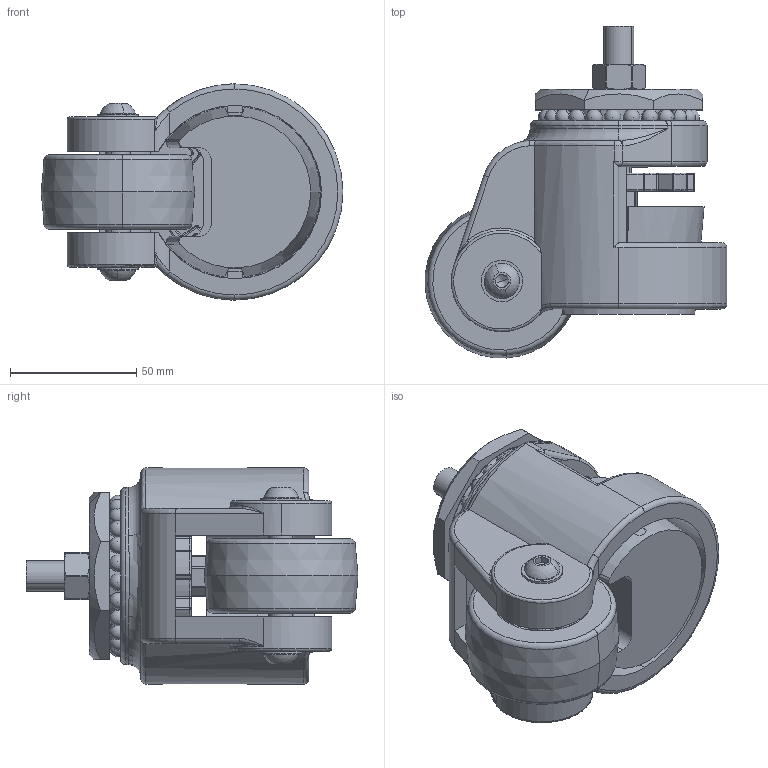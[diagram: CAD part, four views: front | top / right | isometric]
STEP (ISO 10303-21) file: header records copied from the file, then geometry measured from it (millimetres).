
FILE_DESCRIPTION (( 'STEP AP214' ), '1' );
FILE_NAME ('Ñáîðêà2.STEP', '2024-05-29T13:30:30', ( '' ), ( '' ), 'SwSTEP 2.0', 'SolidWorks 2022', '' );
FILE_SCHEMA (( 'AUTOMOTIVE_DESIGN' ));
Length unit declared in the file: millimetre
Products named in the file (14): A697 Самоустанавливающееся колесо с тормозом Ø63 M12x40_2; Основание_00; Винт M8x16_00; Гайка_00; Подшипник_00; Втулка_00; Шайба_00; Регулировка опоры_00; Ножка_00; Крепление ножки_00; Винт_00; Сборка2; Поворотная площадка_00; Колесо_00
Assembly tree (39 placements, depth 3):
  Сборка2
    A697 Самоустанавливающееся колесо с тормозом Ø63 M12x40_2
      Основание_00
      Крепление ножки_00
      Ножка_00
      Колесо_00
      Винт_00
      Гайка_00
      Поворотная площадка_00
      Регулировка опоры_00
      Подшипник_00  x25
      Винт M8x16_00  x2
      Шайба_00  x2
      Втулка_00
Bounding box: 119.37 x 131.27 x 85.5 mm (x, y, z)
Volume: 420719.5 mm3; surface area: 117143.5 mm2
Topology: 40 solids, 40 shells, 930 faces, 2325 edges, 1391 vertices
Faces by surface type: cylinder 329, plane 247, torus 193, sphere 130, cone 20, bspline 11
Entity records: 27554 total; most frequent: CARTESIAN_POINT 6635, DIRECTION 4663, ORIENTED_EDGE 4036, EDGE_CURVE 2018, AXIS2_PLACEMENT_3D 1936, VERTEX_POINT 1208, CIRCLE 1055, EDGE_LOOP 880
